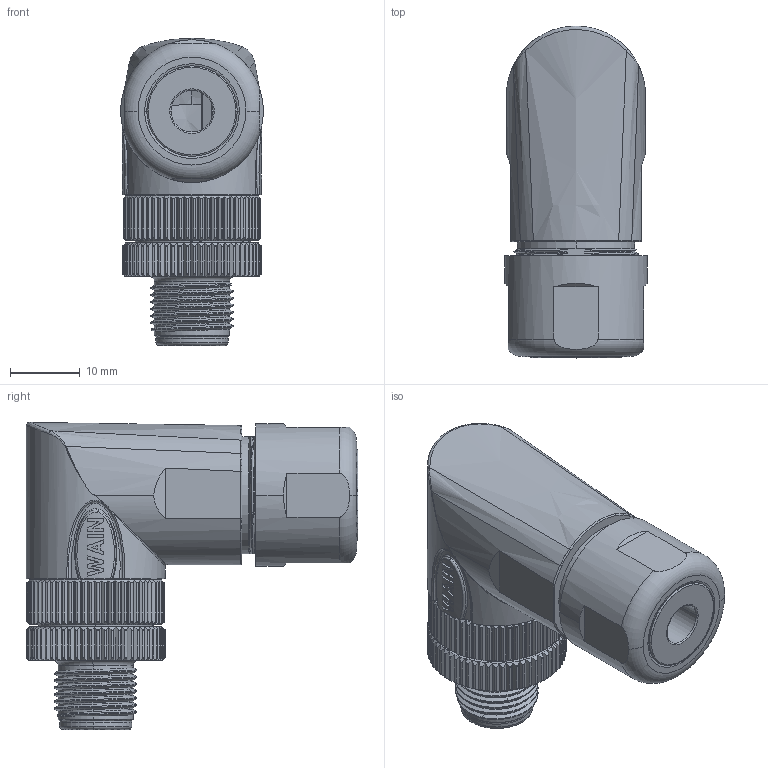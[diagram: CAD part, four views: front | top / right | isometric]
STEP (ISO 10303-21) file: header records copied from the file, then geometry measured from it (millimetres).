
FILE_DESCRIPTION((''),'2;1');
FILE_NAME('3D_1630034142001_M12-M03A-S-D8-','2023-12-18T',('lian.chen'),(''),'PRO/ENGINEER BY PARAMETRIC TECHNOLOGY CORPORATION, 2012480','PRO/ENGINEER BY PARAMETRIC TECHNOLOGY CORPORATION, 2012480','');
FILE_SCHEMA(('CONFIG_CONTROL_DESIGN'));
Products named in the file (1): 3D_1630034142001_M12-M03A-S-D8-
Bounding box: 20.5 x 47.7 x 44.15 mm (x, y, z)
Volume: 14540.5 mm3; surface area: 12194.8 mm2
Topology: 1 solids, 2 shells, 1890 faces, 5072 edges, 3155 vertices
Faces by surface type: plane 513, cylinder 505, cone 308, bspline 295, torus 166, sphere 92, extrusion 11
Entity records: 85233 total; most frequent: CARTESIAN_POINT 41895, ORIENTED_EDGE 10104, DIRECTION 7780, EDGE_CURVE 5052, AXIS2_PLACEMENT_3D 3176, VERTEX_POINT 3155, B_SPLINE_CURVE_WITH_KNOTS 2054, EDGE_LOOP 1955
